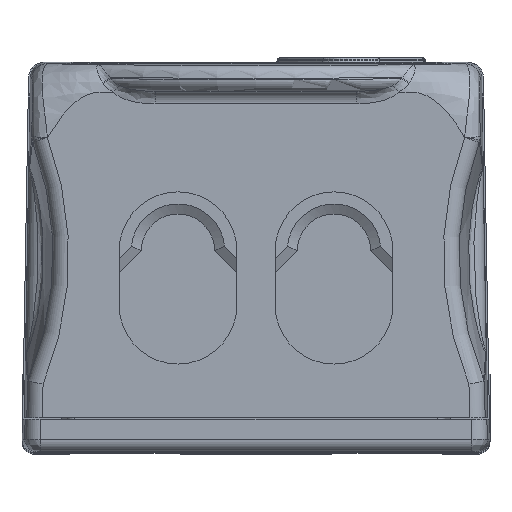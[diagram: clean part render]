
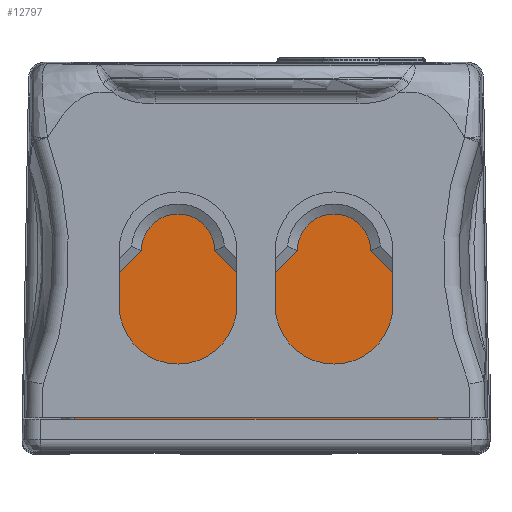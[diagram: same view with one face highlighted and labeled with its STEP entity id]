
A CAD part, top view. The second image highlights one B-rep face of the part: STEP entity #12797.
In plain terms, the highlighted planar face has unit normal (0, 0, 1).
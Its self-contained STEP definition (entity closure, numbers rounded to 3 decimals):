
#1886=DIRECTION('',(-1.,0.,0.));
#1887=VECTOR('',#1886,23.244);
#1888=CARTESIAN_POINT('',(11.622,2.1,-2.7));
#1889=LINE('',#1888,#1887);
#2804=DIRECTION('',(0.018,1.,0.));
#2805=VECTOR('',#2804,20.103);
#2806=CARTESIAN_POINT('',(-11.622,2.1,-2.7));
#2807=LINE('',#2806,#2805);
#2862=DIRECTION('',(1.,0.,0.));
#2863=VECTOR('',#2862,22.539);
#2864=CARTESIAN_POINT('',(-11.27,22.2,-2.7));
#2865=LINE('',#2864,#2863);
#2933=DIRECTION('',(-0.018,1.,0.));
#2934=VECTOR('',#2933,20.103);
#2935=CARTESIAN_POINT('',(11.622,2.1,-2.7));
#2936=LINE('',#2935,#2934);
#7547=CARTESIAN_POINT('',(-11.27,22.2,-2.7));
#7548=CARTESIAN_POINT('',(11.27,22.2,-2.7));
#7549=VERTEX_POINT('',#7547);
#7550=VERTEX_POINT('',#7548);
#7555=CARTESIAN_POINT('',(11.622,2.1,-2.7));
#7556=CARTESIAN_POINT('',(-11.622,2.1,-2.7));
#7557=VERTEX_POINT('',#7555);
#7558=VERTEX_POINT('',#7556);
#12786=CARTESIAN_POINT('',(12.08,22.7,-2.7));
#12787=DIRECTION('',(0.,0.,-1.));
#12788=DIRECTION('',(-1.,0.,0.));
#12789=AXIS2_PLACEMENT_3D('',#12786,#12787,#12788);
#12790=PLANE('',#12789);
#12791=ORIENTED_EDGE('',*,*,#12725,.T.);
#12792=ORIENTED_EDGE('',*,*,#12778,.F.);
#12793=ORIENTED_EDGE('',*,*,#11491,.T.);
#12794=ORIENTED_EDGE('',*,*,#12672,.T.);
#12795=EDGE_LOOP('',(#12791,#12792,#12793,#12794));
#12796=FACE_OUTER_BOUND('',#12795,.F.);
#12797=ADVANCED_FACE('',(#12796),#12790,.F.);
#11491=EDGE_CURVE('',#7557,#7558,#1889,.T.);
#12672=EDGE_CURVE('',#7558,#7549,#2807,.T.);
#12725=EDGE_CURVE('',#7549,#7550,#2865,.T.);
#12778=EDGE_CURVE('',#7557,#7550,#2936,.T.);
